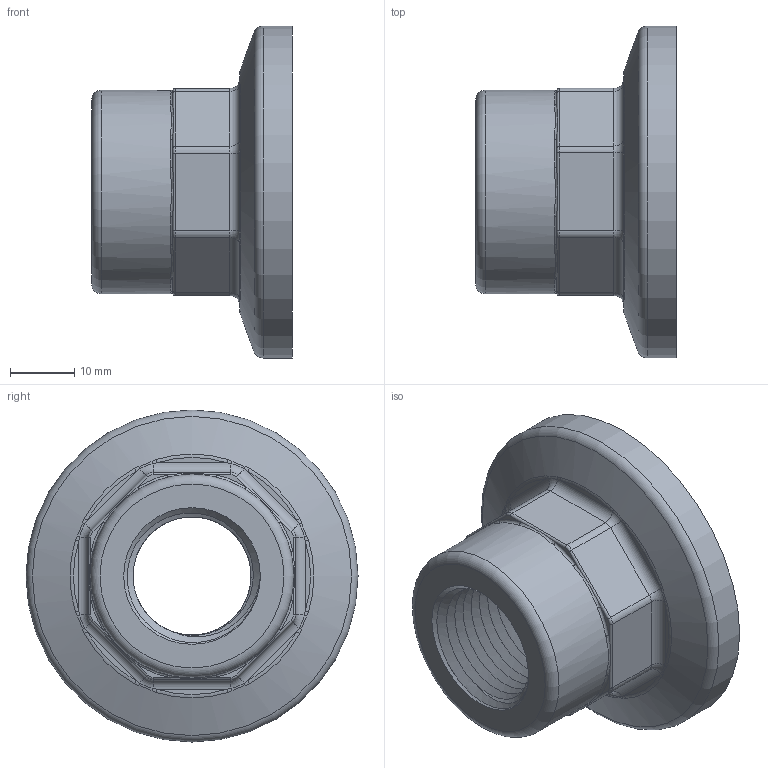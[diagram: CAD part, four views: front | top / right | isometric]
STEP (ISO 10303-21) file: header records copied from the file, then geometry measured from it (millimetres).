
FILE_DESCRIPTION((''),'2;1');
FILE_NAME('M100PLG050.stp','2013-06-17T15:10:43',('areid'),(''),'Autodesk Inventor 2013','Autodesk Inventor 2013','');
FILE_SCHEMA(('AUTOMOTIVE_DESIGN { 1 0 10303 214 1 1 1 1 }'));
Length unit declared in the file: inch
Products named in the file (1): M100PLG050
Bounding box: 31.37 x 51.82 x 51.82 mm (x, y, z)
Volume: 22634.3 mm3; surface area: 9812.9 mm2
Topology: 1 solids, 1 shells, 157 faces, 360 edges, 207 vertices
Faces by surface type: cylinder 43, torus 42, plane 36, bspline 34, cone 2
Full cylindrical faces by diameter (mm): 31.75 x1, 35.052 x1, 51.816 x1
Entity records: 6458 total; most frequent: CARTESIAN_POINT 3043, DIRECTION 716, ORIENTED_EDGE 704, EDGE_CURVE 352, AXIS2_PLACEMENT_3D 310, VERTEX_POINT 205, CIRCLE 186, EDGE_LOOP 167
